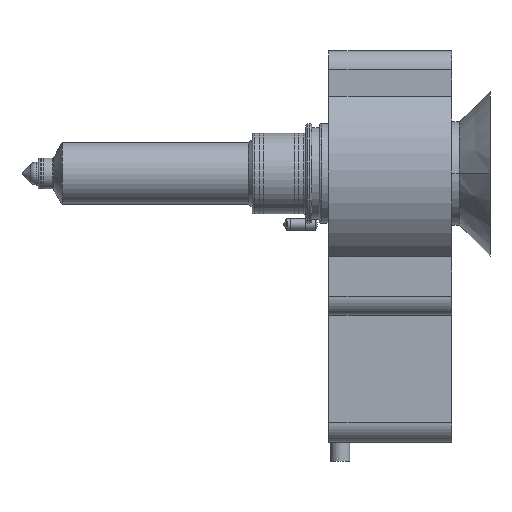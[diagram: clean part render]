
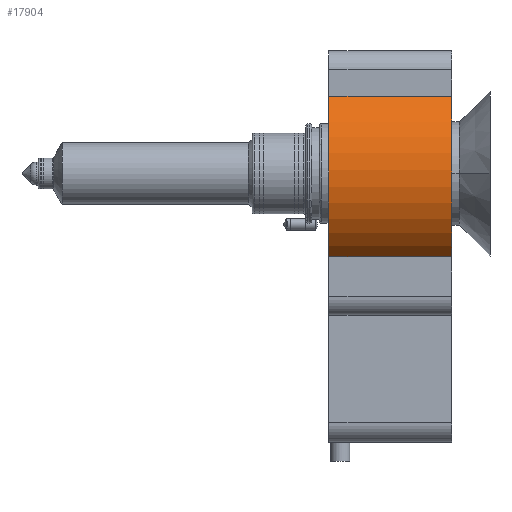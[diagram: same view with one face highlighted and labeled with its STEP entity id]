
A CAD part, top view. The second image highlights one B-rep face of the part: STEP entity #17904.
In plain terms, the highlighted cylindrical face has radius 27 mm (diameter 54 mm), a partial arc.
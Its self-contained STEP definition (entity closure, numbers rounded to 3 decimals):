
#622 = DIRECTION ( 'NONE',  ( 1., 0., 0. ) ) ;
#721 = CARTESIAN_POINT ( 'NONE',  ( -18., -20.125, -32. ) ) ;
#743 = CARTESIAN_POINT ( 'NONE',  ( 0., 0., -32. ) ) ;
#993 = ORIENTED_EDGE ( 'NONE', *, *, #10671, .T. ) ;
#1467 = LINE ( 'NONE', #721, #4342 ) ;
#1732 = DIRECTION ( 'NONE',  ( 0., 0., 1. ) ) ;
#1855 = AXIS2_PLACEMENT_3D ( 'NONE', #10461, #1732, #14777 ) ;
#2151 = VERTEX_POINT ( 'NONE', #10492 ) ;
#2320 = VERTEX_POINT ( 'NONE', #2920 ) ;
#2909 = VERTEX_POINT ( 'NONE', #3017 ) ;
#2920 = CARTESIAN_POINT ( 'NONE',  ( -18., -20.125, 0. ) ) ;
#3017 = CARTESIAN_POINT ( 'NONE',  ( -16., 21.749, 0. ) ) ;
#3711 = CARTESIAN_POINT ( 'NONE',  ( -16., 21.749, -32. ) ) ;
#4342 = VECTOR ( 'NONE', #17814, 1000. ) ;
#8866 = LINE ( 'NONE', #3711, #13985 ) ;
#9098 = ORIENTED_EDGE ( 'NONE', *, *, #15936, .F. ) ;
#9326 = CIRCLE ( 'NONE', #1855, 27. ) ;
#9977 = ORIENTED_EDGE ( 'NONE', *, *, #11351, .F. ) ;
#10192 = CYLINDRICAL_SURFACE ( 'NONE', #16273, 27. ) ;
#10461 = CARTESIAN_POINT ( 'NONE',  ( 0., 0., 0. ) ) ;
#10492 = CARTESIAN_POINT ( 'NONE',  ( -18., -20.125, -32. ) ) ;
#10578 = VERTEX_POINT ( 'NONE', #12832 ) ;
#10671 = EDGE_CURVE ( 'NONE', #10578, #2151, #11365, .T. ) ;
#11351 = EDGE_CURVE ( 'NONE', #2909, #2320, #9326, .T. ) ;
#11365 = CIRCLE ( 'NONE', #12825, 27. ) ;
#11545 = DIRECTION ( 'NONE',  ( 1., 0., 0. ) ) ;
#12825 = AXIS2_PLACEMENT_3D ( 'NONE', #16969, #14257, #11545 ) ;
#12832 = CARTESIAN_POINT ( 'NONE',  ( -16., 21.749, -32. ) ) ;
#13532 = DIRECTION ( 'NONE',  ( 0., 0., 1. ) ) ;
#13572 = EDGE_CURVE ( 'NONE', #2151, #2320, #1467, .T. ) ;
#13985 = VECTOR ( 'NONE', #13532, 1000. ) ;
#14257 = DIRECTION ( 'NONE',  ( 0., 0., 1. ) ) ;
#14777 = DIRECTION ( 'NONE',  ( 1., 0., 0. ) ) ;
#14817 = DIRECTION ( 'NONE',  ( 0., 0., 1. ) ) ;
#15361 = ORIENTED_EDGE ( 'NONE', *, *, #13572, .T. ) ;
#15898 = FACE_OUTER_BOUND ( 'NONE', #17063, .T. ) ;
#15936 = EDGE_CURVE ( 'NONE', #10578, #2909, #8866, .T. ) ;
#16273 = AXIS2_PLACEMENT_3D ( 'NONE', #743, #14817, #622 ) ;
#16969 = CARTESIAN_POINT ( 'NONE',  ( 0., 0., -32. ) ) ;
#17063 = EDGE_LOOP ( 'NONE', ( #9977, #9098, #993, #15361 ) ) ;
#17814 = DIRECTION ( 'NONE',  ( 0., 0., 1. ) ) ;
#17904 = ADVANCED_FACE ( 'NONE', ( #15898 ), #10192, .T. ) ;
